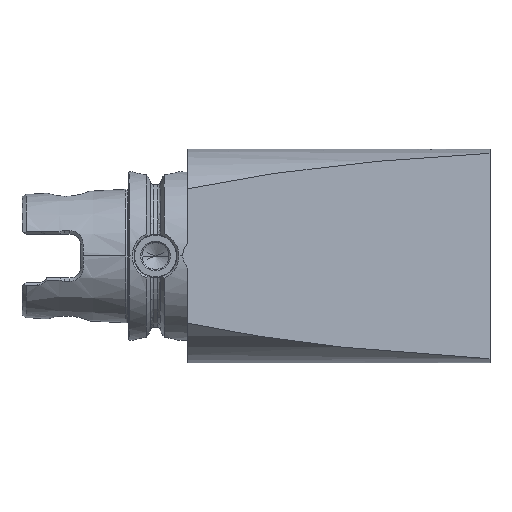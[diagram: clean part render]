
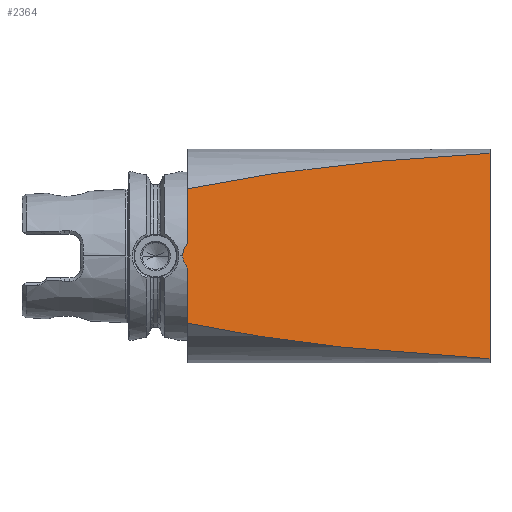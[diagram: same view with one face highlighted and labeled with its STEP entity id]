
A CAD part, top view. The second image highlights one B-rep face of the part: STEP entity #2364.
In plain terms, the highlighted planar face has unit normal (0.174, 0, 0.985).
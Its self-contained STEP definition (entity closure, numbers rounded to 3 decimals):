
#192 = EDGE_CURVE ( 'NONE', #15168, #2715, #1889, .T. ) ;
#883 = CARTESIAN_POINT ( 'NONE',  ( 135., 38.393, 11.222 ) ) ;
#960 = DIRECTION ( 'NONE',  ( -0.174, 0., -0.985 ) ) ;
#1106 = CARTESIAN_POINT ( 'NONE',  ( 20.142, 0., 31.475 ) ) ;
#1128 = CARTESIAN_POINT ( 'NONE',  ( 135., -40., 11.222 ) ) ;
#1837 = DIRECTION ( 'NONE',  ( -0.985, 0., 0.174 ) ) ;
#1870 = CARTESIAN_POINT ( 'NONE',  ( 22., -4.53, 31.147 ) ) ;
#1889 = LINE ( 'NONE', #10028, #9080 ) ;
#2176 = EDGE_LOOP ( 'NONE', ( #4174, #17364, #4154, #13933, #9226, #8401, #6349 ) ) ;
#2364 = ADVANCED_FACE ( 'NONE', ( #14758 ), #10660, .F. ) ;
#2715 = VERTEX_POINT ( 'NONE', #16755 ) ;
#3053 = CARTESIAN_POINT ( 'NONE',  ( 135., -38.393, 11.222 ) ) ;
#3065 = EDGE_CURVE ( 'NONE', #14188, #12457, #3487, .T. ) ;
#3487 = LINE ( 'NONE', #9215, #10259 ) ;
#3788 = CARTESIAN_POINT ( 'NONE',  ( 22., -4.53, 31.147 ) ) ;
#3890 = CARTESIAN_POINT ( 'NONE',  ( 90.163, 36.083, 19.128 ) ) ;
#4057 = CARTESIAN_POINT ( 'NONE',  ( 20.142, 1.516, 31.475 ) ) ;
#4154 = ORIENTED_EDGE ( 'NONE', *, *, #16818, .F. ) ;
#4174 = ORIENTED_EDGE ( 'NONE', *, *, #3065, .F. ) ;
#4238 =( BOUNDED_CURVE ( )  B_SPLINE_CURVE ( 3, ( #1870, #11314, #16745, #8654 ),
 .UNSPECIFIED., .F., .T. ) 
 B_SPLINE_CURVE_WITH_KNOTS ( ( 4, 4 ),
 ( 6.139, 6.283 ),
 .UNSPECIFIED. ) 
 CURVE ( )  GEOMETRIC_REPRESENTATION_ITEM ( )  RATIONAL_B_SPLINE_CURVE ( ( 1., 0.998, 0.998, 1. ) ) 
 REPRESENTATION_ITEM ( '' )  );
#4276 = VECTOR ( 'NONE', #16792, 1000. ) ;
#4386 = CARTESIAN_POINT ( 'NONE',  ( 22., -25.097, 31.147 ) ) ;
#4939 = EDGE_CURVE ( 'NONE', #5034, #14188, #11329, .T. ) ;
#5034 = VERTEX_POINT ( 'NONE', #1106 ) ;
#5352 = CARTESIAN_POINT ( 'NONE',  ( 22., 4.53, 31.147 ) ) ;
#5494 = EDGE_CURVE ( 'NONE', #15702, #13534, #11963, .T. ) ;
#5974 =( BOUNDED_CURVE ( )  B_SPLINE_CURVE ( 3, ( #3053, #11145, #12572, #4386 ),
 .UNSPECIFIED., .F., .F. ) 
 B_SPLINE_CURVE_WITH_KNOTS ( ( 4, 4 ),
 ( 4.997, 5.605 ),
 .UNSPECIFIED. ) 
 CURVE ( )  GEOMETRIC_REPRESENTATION_ITEM ( )  RATIONAL_B_SPLINE_CURVE ( ( 1., 0.969, 0.969, 1. ) ) 
 REPRESENTATION_ITEM ( '' )  );
#6165 = DIRECTION ( 'NONE',  ( 0., -1., 0. ) ) ;
#6349 = ORIENTED_EDGE ( 'NONE', *, *, #11905, .F. ) ;
#6511 = CARTESIAN_POINT ( 'NONE',  ( 22., 25.097, 31.147 ) ) ;
#6636 = CARTESIAN_POINT ( 'NONE',  ( 51.308, 31.51, 25.979 ) ) ;
#8013 = CARTESIAN_POINT ( 'NONE',  ( 135., 38.393, 11.222 ) ) ;
#8401 = ORIENTED_EDGE ( 'NONE', *, *, #192, .F. ) ;
#8654 = CARTESIAN_POINT ( 'NONE',  ( 20.142, 0., 31.475 ) ) ;
#8739 = AXIS2_PLACEMENT_3D ( 'NONE', #1128, #960, #1837 ) ;
#9080 = VECTOR ( 'NONE', #6165, 1000. ) ;
#9215 = CARTESIAN_POINT ( 'NONE',  ( 22., 0., 31.147 ) ) ;
#9226 = ORIENTED_EDGE ( 'NONE', *, *, #16207, .F. ) ;
#9496 =( BOUNDED_CURVE ( )  B_SPLINE_CURVE ( 3, ( #16115, #6636, #3890, #8013 ),
 .UNSPECIFIED., .F., .T. ) 
 B_SPLINE_CURVE_WITH_KNOTS ( ( 4, 4 ),
 ( 0.678, 1.286 ),
 .UNSPECIFIED. ) 
 CURVE ( )  GEOMETRIC_REPRESENTATION_ITEM ( )  RATIONAL_B_SPLINE_CURVE ( ( 1., 0.969, 0.969, 1. ) ) 
 REPRESENTATION_ITEM ( '' )  );
#10028 = CARTESIAN_POINT ( 'NONE',  ( 135., 40., 11.222 ) ) ;
#10259 = VECTOR ( 'NONE', #12189, 1000. ) ;
#10660 = PLANE ( 'NONE',  #8739 ) ;
#11145 = CARTESIAN_POINT ( 'NONE',  ( 90.163, -36.083, 19.128 ) ) ;
#11314 = CARTESIAN_POINT ( 'NONE',  ( 20.762, -3.029, 31.366 ) ) ;
#11329 =( BOUNDED_CURVE ( )  B_SPLINE_CURVE ( 3, ( #12184, #4057, #16840, #5352 ),
 .UNSPECIFIED., .F., .T. ) 
 B_SPLINE_CURVE_WITH_KNOTS ( ( 4, 4 ),
 ( 0., 0.144 ),
 .UNSPECIFIED. ) 
 CURVE ( )  GEOMETRIC_REPRESENTATION_ITEM ( )  RATIONAL_B_SPLINE_CURVE ( ( 1., 0.998, 0.998, 1. ) ) 
 REPRESENTATION_ITEM ( '' )  );
#11905 = EDGE_CURVE ( 'NONE', #12457, #15168, #9496, .T. ) ;
#11963 = LINE ( 'NONE', #16918, #4276 ) ;
#12047 = CARTESIAN_POINT ( 'NONE',  ( 22., -25.097, 31.147 ) ) ;
#12184 = CARTESIAN_POINT ( 'NONE',  ( 20.142, 0., 31.475 ) ) ;
#12189 = DIRECTION ( 'NONE',  ( 0., 1., 0. ) ) ;
#12457 = VERTEX_POINT ( 'NONE', #6511 ) ;
#12572 = CARTESIAN_POINT ( 'NONE',  ( 51.308, -31.51, 25.979 ) ) ;
#13534 = VERTEX_POINT ( 'NONE', #3788 ) ;
#13933 = ORIENTED_EDGE ( 'NONE', *, *, #5494, .F. ) ;
#14188 = VERTEX_POINT ( 'NONE', #16545 ) ;
#14758 = FACE_OUTER_BOUND ( 'NONE', #2176, .T. ) ;
#15168 = VERTEX_POINT ( 'NONE', #883 ) ;
#15702 = VERTEX_POINT ( 'NONE', #12047 ) ;
#16115 = CARTESIAN_POINT ( 'NONE',  ( 22., 25.097, 31.147 ) ) ;
#16207 = EDGE_CURVE ( 'NONE', #2715, #15702, #5974, .T. ) ;
#16545 = CARTESIAN_POINT ( 'NONE',  ( 22., 4.53, 31.147 ) ) ;
#16745 = CARTESIAN_POINT ( 'NONE',  ( 20.142, -1.516, 31.475 ) ) ;
#16755 = CARTESIAN_POINT ( 'NONE',  ( 135., -38.393, 11.222 ) ) ;
#16792 = DIRECTION ( 'NONE',  ( 0., 1., 0. ) ) ;
#16818 = EDGE_CURVE ( 'NONE', #13534, #5034, #4238, .T. ) ;
#16840 = CARTESIAN_POINT ( 'NONE',  ( 20.762, 3.029, 31.366 ) ) ;
#16918 = CARTESIAN_POINT ( 'NONE',  ( 22., 0., 31.147 ) ) ;
#17364 = ORIENTED_EDGE ( 'NONE', *, *, #4939, .F. ) ;
